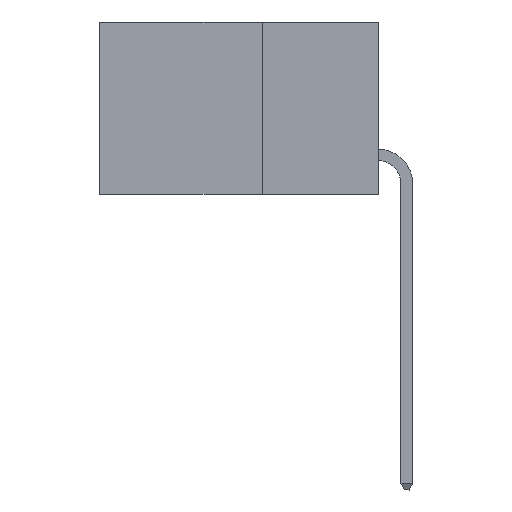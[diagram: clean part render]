
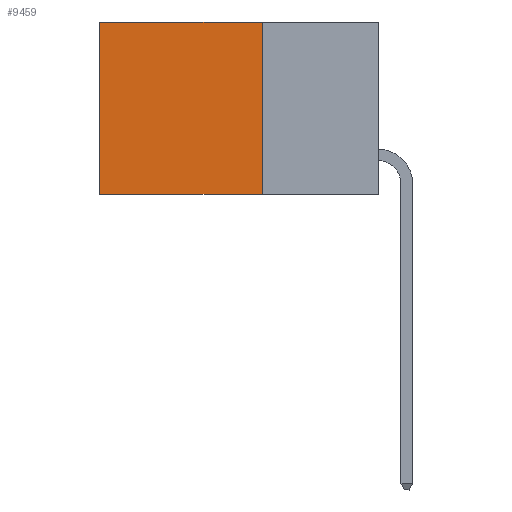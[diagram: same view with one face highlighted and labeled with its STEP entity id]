
A CAD part, left-side view. The second image highlights one B-rep face of the part: STEP entity #9459.
In plain terms, the highlighted planar face has unit normal (-1, 0, 0).
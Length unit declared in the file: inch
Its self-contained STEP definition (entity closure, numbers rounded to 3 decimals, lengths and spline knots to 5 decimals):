
#492 = CARTESIAN_POINT ( 'NONE',  ( 0.298, 0.6, 0. ) ) ;
#812 = ORIENTED_EDGE ( 'NONE', *, *, #7997, .T. ) ;
#1119 = EDGE_CURVE ( 'NONE', #2384, #9694, #16672, .T. ) ;
#1859 = EDGE_CURVE ( 'NONE', #16511, #9694, #20907, .T. ) ;
#2384 = VERTEX_POINT ( 'NONE', #16051 ) ;
#3000 = LINE ( 'NONE', #6144, #18714 ) ;
#3186 = CARTESIAN_POINT ( 'NONE',  ( 0.298, 0.6, -0.37 ) ) ;
#4206 = CARTESIAN_POINT ( 'NONE',  ( 0.298, 0.25, 0. ) ) ;
#5170 = CARTESIAN_POINT ( 'NONE',  ( 0.298, 0.25, -0.37 ) ) ;
#5983 = DIRECTION ( 'NONE',  ( 0., 0., -1. ) ) ;
#6144 = CARTESIAN_POINT ( 'NONE',  ( 0.298, 0.25, 0. ) ) ;
#6834 = LINE ( 'NONE', #20725, #15273 ) ;
#7458 = ORIENTED_EDGE ( 'NONE', *, *, #1119, .T. ) ;
#7654 = VECTOR ( 'NONE', #5983, 39.37008 ) ;
#7754 = FACE_OUTER_BOUND ( 'NONE', #16794, .T. ) ;
#7997 = EDGE_CURVE ( 'NONE', #14992, #2384, #3000, .T. ) ;
#8460 = ORIENTED_EDGE ( 'NONE', *, *, #16797, .F. ) ;
#9459 = ADVANCED_FACE ( 'NONE', ( #7754 ), #9929, .F. ) ;
#9694 = VERTEX_POINT ( 'NONE', #3186 ) ;
#9929 = PLANE ( 'NONE',  #11970 ) ;
#10192 = DIRECTION ( 'NONE',  ( 0., 1., 0. ) ) ;
#10958 = DIRECTION ( 'NONE',  ( 0., 1., 0. ) ) ;
#11970 = AXIS2_PLACEMENT_3D ( 'NONE', #21809, #13320, #13397 ) ;
#13320 = DIRECTION ( 'NONE',  ( 1., 0., 0. ) ) ;
#13397 = DIRECTION ( 'NONE',  ( 0., 0., -1. ) ) ;
#14992 = VERTEX_POINT ( 'NONE', #4206 ) ;
#15205 = CARTESIAN_POINT ( 'NONE',  ( 0.298, 0.25, -0.37 ) ) ;
#15273 = VECTOR ( 'NONE', #20872, 39.37008 ) ;
#16051 = CARTESIAN_POINT ( 'NONE',  ( 0.298, 0.6, 0. ) ) ;
#16511 = VERTEX_POINT ( 'NONE', #5170 ) ;
#16672 = LINE ( 'NONE', #492, #7654 ) ;
#16794 = EDGE_LOOP ( 'NONE', ( #7458, #18560, #8460, #812 ) ) ;
#16797 = EDGE_CURVE ( 'NONE', #14992, #16511, #6834, .T. ) ;
#18257 = VECTOR ( 'NONE', #10192, 39.37008 ) ;
#18560 = ORIENTED_EDGE ( 'NONE', *, *, #1859, .F. ) ;
#18714 = VECTOR ( 'NONE', #10958, 39.37008 ) ;
#20725 = CARTESIAN_POINT ( 'NONE',  ( 0.298, 0.25, 0. ) ) ;
#20872 = DIRECTION ( 'NONE',  ( 0., 0., -1. ) ) ;
#20907 = LINE ( 'NONE', #15205, #18257 ) ;
#21809 = CARTESIAN_POINT ( 'NONE',  ( 0.298, 0.25, 0. ) ) ;
